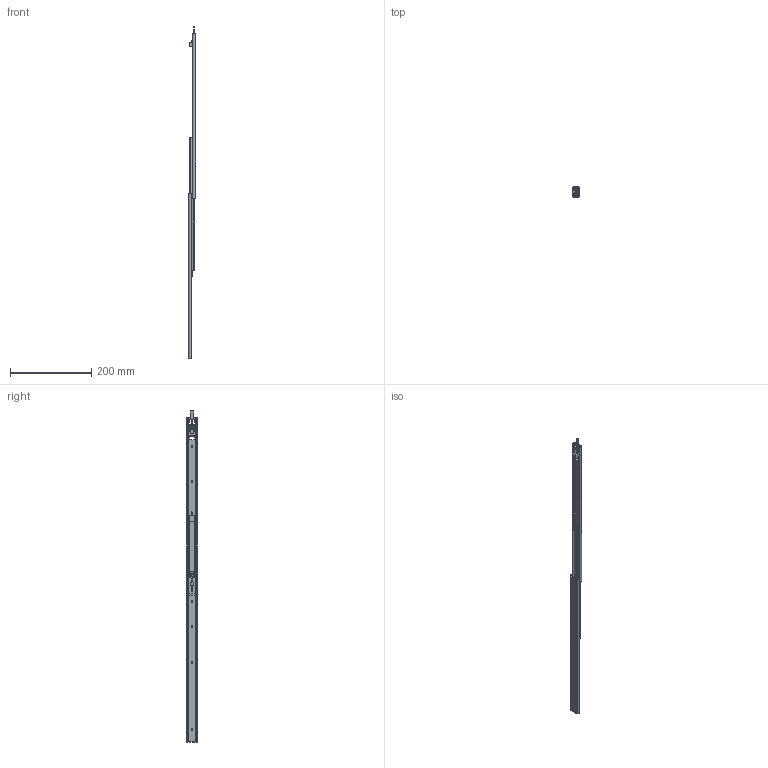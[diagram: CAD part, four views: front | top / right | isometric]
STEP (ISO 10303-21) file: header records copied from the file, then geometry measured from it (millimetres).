
FILE_DESCRIPTION (( 'STEP AP203' ), '1' );
FILE_NAME ('U2731CL_16.STEP', '2021-09-07T06:09:40', ( '' ), ( '' ), 'SwSTEP 2.0', 'SolidWorks 2019', '' );
FILE_SCHEMA (( 'CONFIG_CONTROL_DESIGN' ));
Length unit declared in the file: millimetre
Products named in the file (7): U2731CL_16; IM U2731CL-16; PN257　レバー; OM-B U2731CL-16; OM-A U2731CL-16; PN258 ロック; PN259 ピン（カシメ代無し）
Assembly tree (7 placements, depth 2):
  U2731CL_16
    OM-A U2731CL-16
    IM U2731CL-16  x2
    OM-B U2731CL-16
    PN258 ロック
    PN257　レバー
    PN259 ピン（カシメ代無し）
Bounding box: 19.05 x 26.8 x 818 mm (x, y, z)
Volume: 71377.1 mm3; surface area: 101574.7 mm2
Topology: 7 solids, 7 shells, 423 faces, 1180 edges, 762 vertices
Faces by surface type: plane 199, cylinder 196, torus 24, bspline 4
Entity records: 13433 total; most frequent: CARTESIAN_POINT 2667, DIRECTION 2128, ORIENTED_EDGE 2120, EDGE_CURVE 1060, AXIS2_PLACEMENT_3D 753, VERTEX_POINT 682, LINE 622, VECTOR 622
